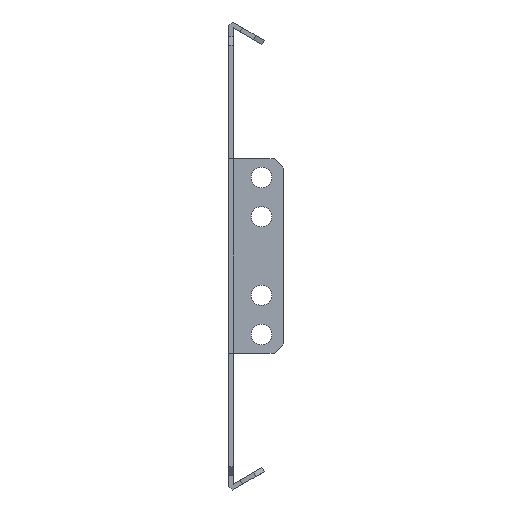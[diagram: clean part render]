
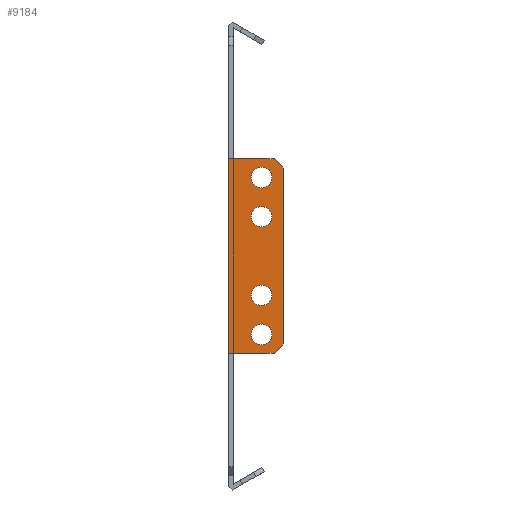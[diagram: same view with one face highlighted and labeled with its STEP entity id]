
A CAD part, front view. The second image highlights one B-rep face of the part: STEP entity #9184.
In plain terms, the highlighted planar face has unit normal (0, -1, 0).
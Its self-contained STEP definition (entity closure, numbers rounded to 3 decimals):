
#98 = CARTESIAN_POINT ( 'NONE',  ( 14.5, -352.75, 31. ) ) ;
#151 = EDGE_CURVE ( 'NONE', #2557, #1330, #187, .T. ) ;
#187 = CIRCLE ( 'NONE', #6094, 3.25 ) ;
#251 = CARTESIAN_POINT ( 'NONE',  ( 13.75, -352.75, 12.5 ) ) ;
#292 = VERTEX_POINT ( 'NONE', #2384 ) ;
#336 = CARTESIAN_POINT ( 'NONE',  ( 0., -352.75, 31. ) ) ;
#400 = CARTESIAN_POINT ( 'NONE',  ( 2.5, -352.75, 31. ) ) ;
#667 = DIRECTION ( 'NONE',  ( 0., -1., 0. ) ) ;
#912 = FACE_BOUND ( 'NONE', #2122, .T. ) ;
#970 = CARTESIAN_POINT ( 'NONE',  ( 10.5, -352.75, -12.5 ) ) ;
#1039 = DIRECTION ( 'NONE',  ( 1., 0., 0. ) ) ;
#1093 = DIRECTION ( 'NONE',  ( -1., 0., 0. ) ) ;
#1139 = CARTESIAN_POINT ( 'NONE',  ( 10.5, -352.75, 12.5 ) ) ;
#1179 = DIRECTION ( 'NONE',  ( -1., 0., 0. ) ) ;
#1217 = LINE ( 'NONE', #400, #6989 ) ;
#1227 = CIRCLE ( 'NONE', #9922, 3.25 ) ;
#1249 = CARTESIAN_POINT ( 'NONE',  ( 17.5, -352.75, 28. ) ) ;
#1330 = VERTEX_POINT ( 'NONE', #2120 ) ;
#1369 = DIRECTION ( 'NONE',  ( 0., -1., 0. ) ) ;
#1421 = CARTESIAN_POINT ( 'NONE',  ( 7.25, -352.75, 12.5 ) ) ;
#1468 = EDGE_CURVE ( 'NONE', #4641, #9841, #4209, .T. ) ;
#1562 = EDGE_CURVE ( 'NONE', #9841, #5732, #2256, .T. ) ;
#1573 = FACE_OUTER_BOUND ( 'NONE', #3704, .T. ) ;
#1629 = EDGE_CURVE ( 'NONE', #5068, #292, #5692, .T. ) ;
#1688 = EDGE_CURVE ( 'NONE', #5118, #3121, #4917, .T. ) ;
#1978 = ORIENTED_EDGE ( 'NONE', *, *, #4331, .F. ) ;
#1993 = CARTESIAN_POINT ( 'NONE',  ( 10.5, -352.75, -25. ) ) ;
#2120 = CARTESIAN_POINT ( 'NONE',  ( 7.25, -352.75, 25. ) ) ;
#2122 = EDGE_LOOP ( 'NONE', ( #7622, #2451 ) ) ;
#2217 = ORIENTED_EDGE ( 'NONE', *, *, #9437, .F. ) ;
#2256 = LINE ( 'NONE', #7861, #3156 ) ;
#2329 = CARTESIAN_POINT ( 'NONE',  ( 7.25, -352.75, -25. ) ) ;
#2384 = CARTESIAN_POINT ( 'NONE',  ( 0., -352.75, -31. ) ) ;
#2451 = ORIENTED_EDGE ( 'NONE', *, *, #10111, .F. ) ;
#2452 = DIRECTION ( 'NONE',  ( -0.707, 0., 0.707 ) ) ;
#2498 = VECTOR ( 'NONE', #1039, 1000. ) ;
#2557 = VERTEX_POINT ( 'NONE', #4575 ) ;
#2574 = VECTOR ( 'NONE', #6395, 1000. ) ;
#2609 = CIRCLE ( 'NONE', #8528, 3.25 ) ;
#2738 = ORIENTED_EDGE ( 'NONE', *, *, #5937, .F. ) ;
#2866 = DIRECTION ( 'NONE',  ( -1., 0., 0. ) ) ;
#2952 = VECTOR ( 'NONE', #6919, 1000. ) ;
#2988 = CARTESIAN_POINT ( 'NONE',  ( 13.75, -352.75, -25. ) ) ;
#3037 = EDGE_CURVE ( 'NONE', #10070, #6308, #1227, .T. ) ;
#3056 = LINE ( 'NONE', #9337, #2952 ) ;
#3066 = CARTESIAN_POINT ( 'NONE',  ( 0., -352.75, 31. ) ) ;
#3086 = ORIENTED_EDGE ( 'NONE', *, *, #1562, .T. ) ;
#3121 = VERTEX_POINT ( 'NONE', #5871 ) ;
#3156 = VECTOR ( 'NONE', #8674, 1000. ) ;
#3273 = DIRECTION ( 'NONE',  ( 0., 0., -1. ) ) ;
#3499 = DIRECTION ( 'NONE',  ( -1., 0., 0. ) ) ;
#3524 = EDGE_CURVE ( 'NONE', #8755, #5262, #4348, .T. ) ;
#3542 = EDGE_LOOP ( 'NONE', ( #2738, #4466 ) ) ;
#3704 = EDGE_LOOP ( 'NONE', ( #4565, #4680, #8727, #7099, #8605, #2217, #7328, #3086 ) ) ;
#3759 = EDGE_LOOP ( 'NONE', ( #7673, #4213 ) ) ;
#3825 = VECTOR ( 'NONE', #3273, 1000. ) ;
#3874 = AXIS2_PLACEMENT_3D ( 'NONE', #970, #5844, #8208 ) ;
#3937 = CIRCLE ( 'NONE', #6730, 3.25 ) ;
#3986 = FACE_BOUND ( 'NONE', #7080, .T. ) ;
#4209 = LINE ( 'NONE', #8083, #2498 ) ;
#4213 = ORIENTED_EDGE ( 'NONE', *, *, #3524, .F. ) ;
#4265 = DIRECTION ( 'NONE',  ( 0., -1., 0. ) ) ;
#4331 = EDGE_CURVE ( 'NONE', #6308, #10070, #5359, .T. ) ;
#4348 = CIRCLE ( 'NONE', #5145, 3.25 ) ;
#4466 = ORIENTED_EDGE ( 'NONE', *, *, #151, .F. ) ;
#4553 = CARTESIAN_POINT ( 'NONE',  ( 14.5, -352.75, -31. ) ) ;
#4565 = ORIENTED_EDGE ( 'NONE', *, *, #6097, .T. ) ;
#4575 = CARTESIAN_POINT ( 'NONE',  ( 13.75, -352.75, 25. ) ) ;
#4607 = PLANE ( 'NONE',  #9842 ) ;
#4611 = DIRECTION ( 'NONE',  ( 0., -1., 0. ) ) ;
#4614 = EDGE_CURVE ( 'NONE', #8799, #5068, #1217, .T. ) ;
#4641 = VERTEX_POINT ( 'NONE', #9026 ) ;
#4680 = ORIENTED_EDGE ( 'NONE', *, *, #1688, .T. ) ;
#4746 = CARTESIAN_POINT ( 'NONE',  ( 17.5, -352.75, 0. ) ) ;
#4860 = CARTESIAN_POINT ( 'NONE',  ( 0., -352.75, 0. ) ) ;
#4917 = LINE ( 'NONE', #98, #7932 ) ;
#5057 = DIRECTION ( 'NONE',  ( -1., 0., 0. ) ) ;
#5068 = VERTEX_POINT ( 'NONE', #336 ) ;
#5118 = VERTEX_POINT ( 'NONE', #1249 ) ;
#5145 = AXIS2_PLACEMENT_3D ( 'NONE', #1993, #6724, #1179 ) ;
#5234 = CARTESIAN_POINT ( 'NONE',  ( 10.5, -352.75, -12.5 ) ) ;
#5262 = VERTEX_POINT ( 'NONE', #2329 ) ;
#5290 = LINE ( 'NONE', #3066, #8006 ) ;
#5359 = CIRCLE ( 'NONE', #9123, 3.25 ) ;
#5387 = CIRCLE ( 'NONE', #6355, 3.25 ) ;
#5562 = CARTESIAN_POINT ( 'NONE',  ( 10.5, -352.75, 25. ) ) ;
#5601 = ORIENTED_EDGE ( 'NONE', *, *, #3037, .F. ) ;
#5692 = LINE ( 'NONE', #4860, #3825 ) ;
#5715 = DIRECTION ( 'NONE',  ( -1., 0., 0. ) ) ;
#5732 = VERTEX_POINT ( 'NONE', #6468 ) ;
#5844 = DIRECTION ( 'NONE',  ( 0., -1., 0. ) ) ;
#5871 = CARTESIAN_POINT ( 'NONE',  ( 14.5, -352.75, 31. ) ) ;
#5937 = EDGE_CURVE ( 'NONE', #1330, #2557, #5387, .T. ) ;
#6037 = EDGE_CURVE ( 'NONE', #3121, #8799, #5290, .T. ) ;
#6094 = AXIS2_PLACEMENT_3D ( 'NONE', #5562, #7933, #5715 ) ;
#6097 = EDGE_CURVE ( 'NONE', #5732, #5118, #7070, .T. ) ;
#6167 = VERTEX_POINT ( 'NONE', #9390 ) ;
#6259 = FACE_BOUND ( 'NONE', #3759, .T. ) ;
#6305 = CARTESIAN_POINT ( 'NONE',  ( 0., -352.75, 0. ) ) ;
#6308 = VERTEX_POINT ( 'NONE', #1421 ) ;
#6349 = FACE_BOUND ( 'NONE', #3542, .T. ) ;
#6355 = AXIS2_PLACEMENT_3D ( 'NONE', #6779, #4611, #2866 ) ;
#6395 = DIRECTION ( 'NONE',  ( 0., 0., 1. ) ) ;
#6468 = CARTESIAN_POINT ( 'NONE',  ( 17.5, -352.75, -28. ) ) ;
#6483 = DIRECTION ( 'NONE',  ( 0., -1., 0. ) ) ;
#6724 = DIRECTION ( 'NONE',  ( 0., -1., 0. ) ) ;
#6730 = AXIS2_PLACEMENT_3D ( 'NONE', #9019, #1369, #9940 ) ;
#6779 = CARTESIAN_POINT ( 'NONE',  ( 10.5, -352.75, 25. ) ) ;
#6919 = DIRECTION ( 'NONE',  ( -1., 0., 0. ) ) ;
#6947 = CARTESIAN_POINT ( 'NONE',  ( 2.5, -352.75, 31. ) ) ;
#6989 = VECTOR ( 'NONE', #5057, 1000. ) ;
#7070 = LINE ( 'NONE', #4746, #2574 ) ;
#7072 = DIRECTION ( 'NONE',  ( -1., 0., 0. ) ) ;
#7080 = EDGE_LOOP ( 'NONE', ( #1978, #5601 ) ) ;
#7099 = ORIENTED_EDGE ( 'NONE', *, *, #4614, .T. ) ;
#7328 = ORIENTED_EDGE ( 'NONE', *, *, #1468, .T. ) ;
#7622 = ORIENTED_EDGE ( 'NONE', *, *, #9079, .F. ) ;
#7673 = ORIENTED_EDGE ( 'NONE', *, *, #9323, .F. ) ;
#7754 = DIRECTION ( 'NONE',  ( 0., 1., 0. ) ) ;
#7861 = CARTESIAN_POINT ( 'NONE',  ( 17.5, -352.75, -28. ) ) ;
#7932 = VECTOR ( 'NONE', #2452, 1000. ) ;
#7933 = DIRECTION ( 'NONE',  ( 0., -1., 0. ) ) ;
#8006 = VECTOR ( 'NONE', #9909, 1000. ) ;
#8083 = CARTESIAN_POINT ( 'NONE',  ( 0., -352.75, -31. ) ) ;
#8208 = DIRECTION ( 'NONE',  ( -1., 0., 0. ) ) ;
#8385 = VERTEX_POINT ( 'NONE', #9378 ) ;
#8528 = AXIS2_PLACEMENT_3D ( 'NONE', #5234, #667, #10052 ) ;
#8605 = ORIENTED_EDGE ( 'NONE', *, *, #1629, .T. ) ;
#8625 = CIRCLE ( 'NONE', #3874, 3.25 ) ;
#8674 = DIRECTION ( 'NONE',  ( 0.707, 0., 0.707 ) ) ;
#8727 = ORIENTED_EDGE ( 'NONE', *, *, #6037, .T. ) ;
#8755 = VERTEX_POINT ( 'NONE', #2988 ) ;
#8799 = VERTEX_POINT ( 'NONE', #6947 ) ;
#8803 = CARTESIAN_POINT ( 'NONE',  ( 10.5, -352.75, 12.5 ) ) ;
#9019 = CARTESIAN_POINT ( 'NONE',  ( 10.5, -352.75, -25. ) ) ;
#9026 = CARTESIAN_POINT ( 'NONE',  ( 2.5, -352.75, -31. ) ) ;
#9079 = EDGE_CURVE ( 'NONE', #8385, #6167, #2609, .T. ) ;
#9123 = AXIS2_PLACEMENT_3D ( 'NONE', #1139, #4265, #3499 ) ;
#9184 = ADVANCED_FACE ( 'NONE', ( #912, #6259, #3986, #6349, #1573 ), #4607, .F. ) ;
#9323 = EDGE_CURVE ( 'NONE', #5262, #8755, #3937, .T. ) ;
#9337 = CARTESIAN_POINT ( 'NONE',  ( 0., -352.75, -31. ) ) ;
#9378 = CARTESIAN_POINT ( 'NONE',  ( 7.25, -352.75, -12.5 ) ) ;
#9390 = CARTESIAN_POINT ( 'NONE',  ( 13.75, -352.75, -12.5 ) ) ;
#9437 = EDGE_CURVE ( 'NONE', #4641, #292, #3056, .T. ) ;
#9841 = VERTEX_POINT ( 'NONE', #4553 ) ;
#9842 = AXIS2_PLACEMENT_3D ( 'NONE', #6305, #7754, #7072 ) ;
#9909 = DIRECTION ( 'NONE',  ( -1., 0., 0. ) ) ;
#9922 = AXIS2_PLACEMENT_3D ( 'NONE', #8803, #6483, #1093 ) ;
#9940 = DIRECTION ( 'NONE',  ( -1., 0., 0. ) ) ;
#10052 = DIRECTION ( 'NONE',  ( -1., 0., 0. ) ) ;
#10070 = VERTEX_POINT ( 'NONE', #251 ) ;
#10111 = EDGE_CURVE ( 'NONE', #6167, #8385, #8625, .T. ) ;
